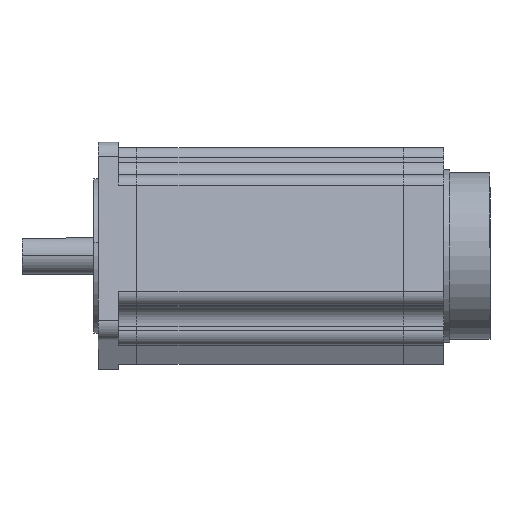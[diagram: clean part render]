
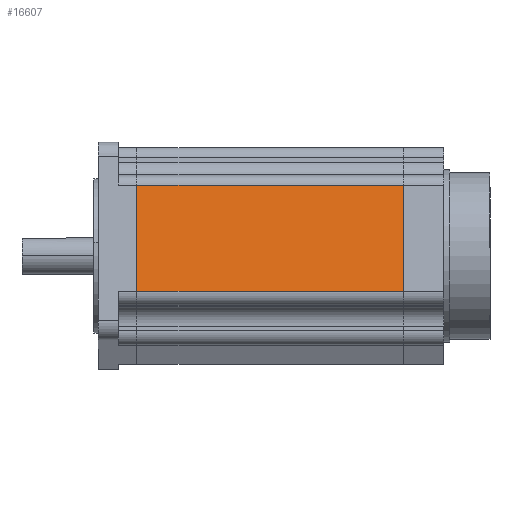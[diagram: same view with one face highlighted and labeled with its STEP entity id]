
A CAD part, top view. The second image highlights one B-rep face of the part: STEP entity #16607.
In plain terms, the highlighted face is planar.
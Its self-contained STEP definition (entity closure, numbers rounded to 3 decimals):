
#454 = CARTESIAN_POINT ( 'NONE',  ( -65., 35., 173. ) ) ;
#470 = VECTOR ( 'NONE', #2156, 1000. ) ;
#2156 = DIRECTION ( 'NONE',  ( 0., 0., -1. ) ) ;
#2306 = CARTESIAN_POINT ( 'NONE',  ( -65., -35., 0. ) ) ;
#3372 = EDGE_CURVE ( 'NONE', #16903, #9542, #9945, .T. ) ;
#3673 = DIRECTION ( 'NONE',  ( 0., 1., 0. ) ) ;
#4297 = PLANE ( 'NONE',  #15370 ) ;
#4353 = DIRECTION ( 'NONE',  ( 0., -1., 0. ) ) ;
#4802 = ORIENTED_EDGE ( 'NONE', *, *, #9009, .T. ) ;
#6041 = VERTEX_POINT ( 'NONE', #13122 ) ;
#6265 = EDGE_LOOP ( 'NONE', ( #15871, #9690, #7245, #4802 ) ) ;
#6857 = DIRECTION ( 'NONE',  ( 0., 1., 0. ) ) ;
#6877 = DIRECTION ( 'NONE',  ( 0., 0., -1. ) ) ;
#7245 = ORIENTED_EDGE ( 'NONE', *, *, #3372, .T. ) ;
#8235 = CARTESIAN_POINT ( 'NONE',  ( -65., -35., 173. ) ) ;
#9009 = EDGE_CURVE ( 'NONE', #9542, #6041, #15007, .T. ) ;
#9322 = EDGE_CURVE ( 'NONE', #16903, #17430, #13507, .T. ) ;
#9542 = VERTEX_POINT ( 'NONE', #454 ) ;
#9674 = CARTESIAN_POINT ( 'NONE',  ( -65., -35., 173. ) ) ;
#9690 = ORIENTED_EDGE ( 'NONE', *, *, #9322, .F. ) ;
#9818 = LINE ( 'NONE', #2306, #16625 ) ;
#9945 = LINE ( 'NONE', #9674, #13145 ) ;
#11458 = FACE_OUTER_BOUND ( 'NONE', #6265, .T. ) ;
#12003 = CARTESIAN_POINT ( 'NONE',  ( -65., -35., 0. ) ) ;
#12317 = CARTESIAN_POINT ( 'NONE',  ( -65., -35., 173. ) ) ;
#12574 = DIRECTION ( 'NONE',  ( -1., 0., 0. ) ) ;
#13100 = CARTESIAN_POINT ( 'NONE',  ( -65., 35., 173. ) ) ;
#13122 = CARTESIAN_POINT ( 'NONE',  ( -65., 35., 0. ) ) ;
#13145 = VECTOR ( 'NONE', #6857, 1000. ) ;
#13507 = LINE ( 'NONE', #8235, #17126 ) ;
#14323 = EDGE_CURVE ( 'NONE', #17430, #6041, #9818, .T. ) ;
#15007 = LINE ( 'NONE', #13100, #470 ) ;
#15370 = AXIS2_PLACEMENT_3D ( 'NONE', #16535, #12574, #4353 ) ;
#15871 = ORIENTED_EDGE ( 'NONE', *, *, #14323, .F. ) ;
#16535 = CARTESIAN_POINT ( 'NONE',  ( -65., -35., 173. ) ) ;
#16607 = ADVANCED_FACE ( 'NONE', ( #11458 ), #4297, .T. ) ;
#16625 = VECTOR ( 'NONE', #3673, 1000. ) ;
#16903 = VERTEX_POINT ( 'NONE', #12317 ) ;
#17126 = VECTOR ( 'NONE', #6877, 1000. ) ;
#17430 = VERTEX_POINT ( 'NONE', #12003 ) ;
